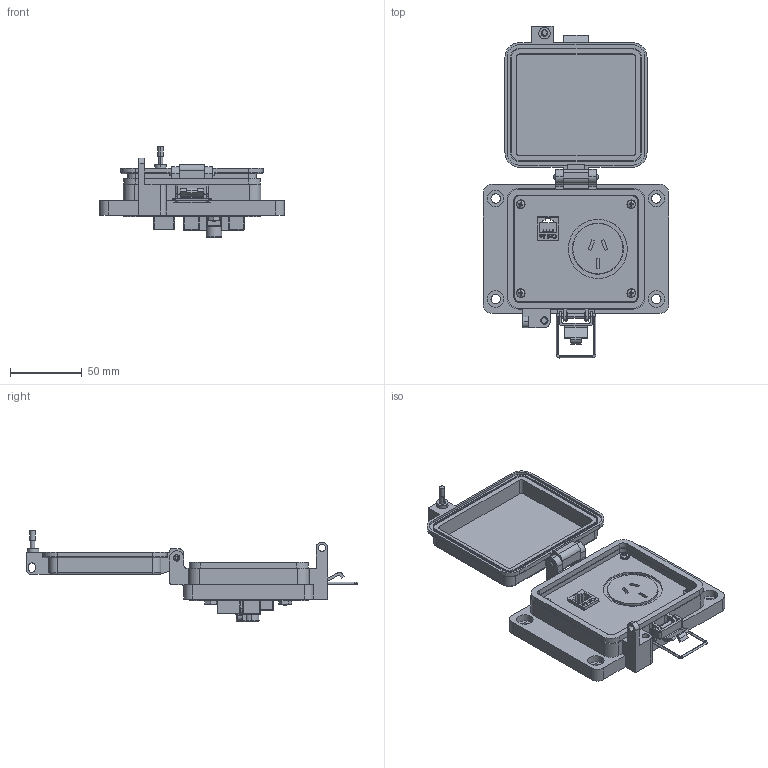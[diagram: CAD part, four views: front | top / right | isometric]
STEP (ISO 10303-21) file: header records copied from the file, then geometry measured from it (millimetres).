
FILE_DESCRIPTION (( 'STEP AP214' ), '1' );
FILE_NAME ('P-R2-K3RA0_3D.STEP', '2017-11-07T21:16:35', ( '' ), ( '' ), 'SwSTEP 2.0', 'SolidWorks 2017', '' );
FILE_SCHEMA (( 'AUTOMOTIVE_DESIGN' ));
Length unit declared in the file: millimetre
Products named in the file (12): Z-300-RJ45CAT5; P-R2-K3RA0_FP; 90272A106_ZINC-PLTD STL PAN HEAD PHILLIPS MACHINE SCREW_90272A106; P-R2-K3RA0_TP; Z_002_632516HN_90675A007; 90273A112_ZINC-PLATED STL FLAT HEAD PHIL MACHINE SCREW_90273A112; RA; P-R2-K3RA0_BP; P-R2-K3RA0_3D; 92005A124_METRIC PAN HEAD PHILLIPS MACHINE SCREW_92005A124; Z-H-K3_B; R2
Assembly tree (18 placements, depth 3):
  P-R2-K3RA0_3D
    P-R2-K3RA0_BP
    RA
    90273A112_ZINC-PLATED STL FLAT HEAD PHIL MACHINE SCREW_90273A112  x2
    Z_002_632516HN_90675A007  x2
    P-R2-K3RA0_TP
    90272A106_ZINC-PLTD STL PAN HEAD PHILLIPS MACHINE SCREW_90272A106  x3
    P-R2-K3RA0_FP
    R2
      Z-300-RJ45CAT5
    Z-H-K3_B
    92005A124_METRIC PAN HEAD PHILLIPS MACHINE SCREW_92005A124  x4
Bounding box: 129 x 231.28 x 63.45 mm (x, y, z)
Volume: 194799.4 mm3; surface area: 114790.6 mm2
Topology: 26 solids, 26 shells, 2762 faces, 7713 edges, 5040 vertices
Faces by surface type: cylinder 1413, plane 833, bspline 247, cone 159, torus 76, sphere 34
Entity records: 75521 total; most frequent: CARTESIAN_POINT 25499, ORIENTED_EDGE 9854, DIRECTION 8064, EDGE_CURVE 4927, VERTEX_POINT 3215, AXIS2_PLACEMENT_3D 2715, LINE 2634, VECTOR 2634
